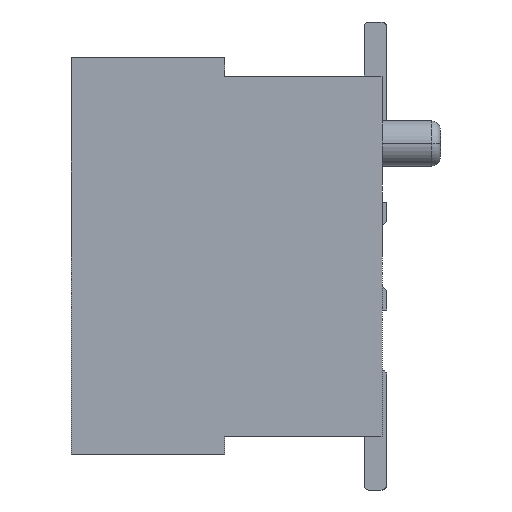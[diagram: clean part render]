
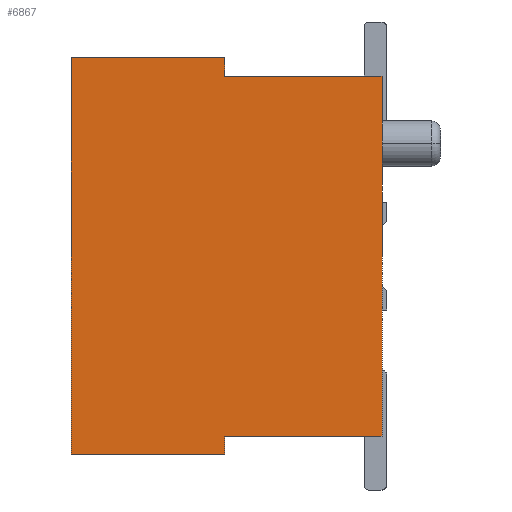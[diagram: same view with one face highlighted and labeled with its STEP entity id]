
A CAD part, left-side view. The second image highlights one B-rep face of the part: STEP entity #6867.
In plain terms, the highlighted planar face has unit normal (-1, 0, 0).
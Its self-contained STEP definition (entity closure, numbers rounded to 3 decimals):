
#33=DIRECTION('',(0.,0.,1.));
#34=VECTOR('',#33,4.);
#35=CARTESIAN_POINT('',(-3.85,0.,-2.));
#36=LINE('',#35,#34);
#1445=DIRECTION('',(0.,0.,1.));
#1446=VECTOR('',#1445,0.2);
#1447=CARTESIAN_POINT('',(-3.85,1.75,-2.2));
#1448=LINE('',#1447,#1446);
#1449=DIRECTION('',(0.,1.,0.));
#1450=VECTOR('',#1449,1.7);
#1451=CARTESIAN_POINT('',(-3.85,1.75,-2.2));
#1452=LINE('',#1451,#1450);
#1453=DIRECTION('',(0.,0.,1.));
#1454=VECTOR('',#1453,0.2);
#1455=CARTESIAN_POINT('',(-3.85,1.75,2.));
#1456=LINE('',#1455,#1454);
#1457=DIRECTION('',(0.,1.,0.));
#1458=VECTOR('',#1457,1.75);
#1459=CARTESIAN_POINT('',(-3.85,0.,2.));
#1460=LINE('',#1459,#1458);
#1461=DIRECTION('',(0.,1.,0.));
#1462=VECTOR('',#1461,1.75);
#1463=CARTESIAN_POINT('',(-3.85,0.,-2.));
#1464=LINE('',#1463,#1462);
#1473=DIRECTION('',(0.,0.,1.));
#1474=VECTOR('',#1473,4.4);
#1475=CARTESIAN_POINT('',(-3.85,3.45,-2.2));
#1476=LINE('',#1475,#1474);
#1525=DIRECTION('',(0.,1.,0.));
#1526=VECTOR('',#1525,1.7);
#1527=CARTESIAN_POINT('',(-3.85,1.75,2.2));
#1528=LINE('',#1527,#1526);
#3617=CARTESIAN_POINT('',(-3.85,3.45,-2.2));
#3618=CARTESIAN_POINT('',(-3.85,3.45,2.2));
#3619=VERTEX_POINT('',#3617);
#3620=VERTEX_POINT('',#3618);
#3881=CARTESIAN_POINT('',(-3.85,0.,2.));
#3883=VERTEX_POINT('',#3881);
#3889=CARTESIAN_POINT('',(-3.85,0.,-2.));
#3891=VERTEX_POINT('',#3889);
#3897=CARTESIAN_POINT('',(-3.85,1.75,-2.2));
#3898=CARTESIAN_POINT('',(-3.85,1.75,-2.));
#3899=VERTEX_POINT('',#3897);
#3900=VERTEX_POINT('',#3898);
#3901=CARTESIAN_POINT('',(-3.85,1.75,2.));
#3902=CARTESIAN_POINT('',(-3.85,1.75,2.2));
#3903=VERTEX_POINT('',#3901);
#3904=VERTEX_POINT('',#3902);
#6849=CARTESIAN_POINT('',(-3.85,0.,-2.2));
#6850=DIRECTION('',(-1.,0.,0.));
#6851=DIRECTION('',(0.,0.,1.));
#6852=AXIS2_PLACEMENT_3D('',#6849,#6850,#6851);
#6853=PLANE('',#6852);
#6854=ORIENTED_EDGE('',*,*,#6826,.F.);
#6856=ORIENTED_EDGE('',*,*,#6855,.T.);
#6858=ORIENTED_EDGE('',*,*,#6857,.T.);
#6860=ORIENTED_EDGE('',*,*,#6859,.F.);
#6861=ORIENTED_EDGE('',*,*,#6840,.F.);
#6862=ORIENTED_EDGE('',*,*,#4985,.F.);
#6863=ORIENTED_EDGE('',*,*,#4772,.F.);
#6864=ORIENTED_EDGE('',*,*,#6754,.T.);
#6865=EDGE_LOOP('',(#6854,#6856,#6858,#6860,#6861,#6862,#6863,#6864));
#6866=FACE_OUTER_BOUND('',#6865,.F.);
#4772=EDGE_CURVE('',#3891,#3883,#36,.T.);
#4985=EDGE_CURVE('',#3883,#3903,#1460,.T.);
#6754=EDGE_CURVE('',#3891,#3900,#1464,.T.);
#6826=EDGE_CURVE('',#3899,#3900,#1448,.T.);
#6840=EDGE_CURVE('',#3903,#3904,#1456,.T.);
#6855=EDGE_CURVE('',#3899,#3619,#1452,.T.);
#6857=EDGE_CURVE('',#3619,#3620,#1476,.T.);
#6859=EDGE_CURVE('',#3904,#3620,#1528,.T.);
#6867=ADVANCED_FACE('',(#6866),#6853,.T.);
